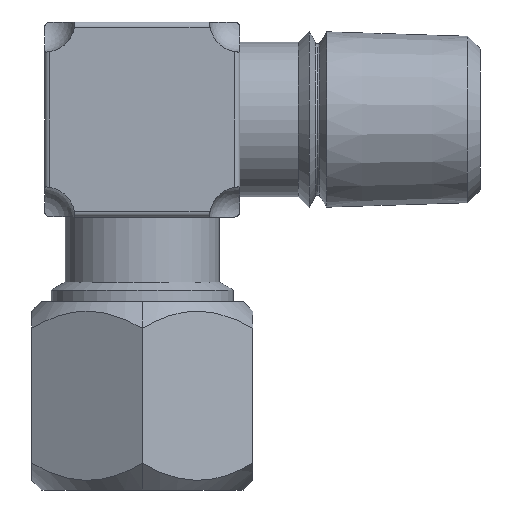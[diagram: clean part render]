
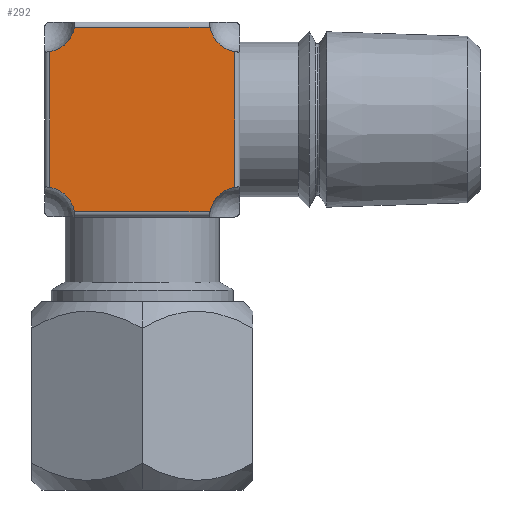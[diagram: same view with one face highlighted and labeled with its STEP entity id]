
A CAD part, left-side view. The second image highlights one B-rep face of the part: STEP entity #292.
In plain terms, the highlighted planar face has unit normal (-1, 0, 0).
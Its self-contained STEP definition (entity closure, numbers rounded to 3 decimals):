
#2 = VERTEX_POINT ( 'NONE', #747 ) ;
#3 = ORIENTED_EDGE ( 'NONE', *, *, #5, .F. ) ;
#5 = EDGE_CURVE ( 'NONE', #8, #2, #746, .T. ) ;
#7 = ORIENTED_EDGE ( 'NONE', *, *, #3214, .T. ) ;
#8 = VERTEX_POINT ( 'NONE', #740 ) ;
#10 = EDGE_CURVE ( 'NONE', #12, #2, #733, .T. ) ;
#11 = ORIENTED_EDGE ( 'NONE', *, *, #10, .T. ) ;
#12 = VERTEX_POINT ( 'NONE', #729 ) ;
#13 = ORIENTED_EDGE ( 'NONE', *, *, #15, .F. ) ;
#14 = VERTEX_POINT ( 'NONE', #728 ) ;
#15 = EDGE_CURVE ( 'NONE', #12, #14, #787, .T. ) ;
#292 = ADVANCED_FACE ( 'NONE', ( #1296 ), #1298, .F. ) ;
#293 = EDGE_LOOP ( 'NONE', ( #294, #298, #301, #3089, #13, #11, #3, #7 ) ) ;
#294 = ORIENTED_EDGE ( 'NONE', *, *, #295, .F. ) ;
#295 = EDGE_CURVE ( 'NONE', #296, #297, #1343, .T. ) ;
#296 = VERTEX_POINT ( 'NONE', #1336 ) ;
#297 = VERTEX_POINT ( 'NONE', #1335 ) ;
#298 = ORIENTED_EDGE ( 'NONE', *, *, #299, .T. ) ;
#299 = EDGE_CURVE ( 'NONE', #296, #300, #1334, .T. ) ;
#300 = VERTEX_POINT ( 'NONE', #1330 ) ;
#301 = ORIENTED_EDGE ( 'NONE', *, *, #302, .F. ) ;
#302 = EDGE_CURVE ( 'NONE', #3093, #300, #1328, .T. ) ;
#728 = CARTESIAN_POINT ( 'NONE',  ( -6.5, 5.22, 7.1 ) ) ;
#729 = CARTESIAN_POINT ( 'NONE',  ( -6.5, 7.1, 5.22 ) ) ;
#730 = DIRECTION ( 'NONE',  ( 0., 0., -1. ) ) ;
#731 = VECTOR ( 'NONE', #730, 1000. ) ;
#732 = CARTESIAN_POINT ( 'NONE',  ( -6.5, 7.1, -7.5 ) ) ;
#733 = LINE ( 'NONE', #732, #731 ) ;
#740 = CARTESIAN_POINT ( 'NONE',  ( -6.5, 5.22, -7.1 ) ) ;
#742 = DIRECTION ( 'NONE',  ( 0., 0., -1. ) ) ;
#743 = DIRECTION ( 'NONE',  ( -1., 0., 0. ) ) ;
#744 = CARTESIAN_POINT ( 'NONE',  ( -6.5, 7.5, -7.5 ) ) ;
#745 = AXIS2_PLACEMENT_3D ( 'NONE', #744, #743, #742 ) ;
#746 = CIRCLE ( 'NONE', #745, 2.315 ) ;
#747 = CARTESIAN_POINT ( 'NONE',  ( -6.5, 7.1, -5.22 ) ) ;
#783 = DIRECTION ( 'NONE',  ( 0., 0., -1. ) ) ;
#784 = DIRECTION ( 'NONE',  ( -1., 0., 0. ) ) ;
#785 = CARTESIAN_POINT ( 'NONE',  ( -6.5, 7.5, 7.5 ) ) ;
#786 = AXIS2_PLACEMENT_3D ( 'NONE', #785, #784, #783 ) ;
#787 = CIRCLE ( 'NONE', #786, 2.315 ) ;
#1296 = FACE_OUTER_BOUND ( 'NONE', #293, .T. ) ;
#1298 = PLANE ( 'NONE',  #1350 ) ;
#1324 = DIRECTION ( 'NONE',  ( 0., 0., -1. ) ) ;
#1325 = DIRECTION ( 'NONE',  ( -1., 0., 0. ) ) ;
#1326 = CARTESIAN_POINT ( 'NONE',  ( -6.5, -7.5, 7.5 ) ) ;
#1327 = AXIS2_PLACEMENT_3D ( 'NONE', #1326, #1325, #1324 ) ;
#1328 = CIRCLE ( 'NONE', #1327, 2.315 ) ;
#1330 = CARTESIAN_POINT ( 'NONE',  ( -6.5, -7.1, 5.22 ) ) ;
#1331 = DIRECTION ( 'NONE',  ( 0., 0., 1. ) ) ;
#1332 = VECTOR ( 'NONE', #1331, 1000. ) ;
#1333 = CARTESIAN_POINT ( 'NONE',  ( -6.5, -7.1, 7.5 ) ) ;
#1334 = LINE ( 'NONE', #1333, #1332 ) ;
#1335 = CARTESIAN_POINT ( 'NONE',  ( -6.5, -5.22, -7.1 ) ) ;
#1336 = CARTESIAN_POINT ( 'NONE',  ( -6.5, -7.1, -5.22 ) ) ;
#1337 = DIRECTION ( 'NONE',  ( 0., 0., -1. ) ) ;
#1338 = DIRECTION ( 'NONE',  ( -1., 0., 0. ) ) ;
#1339 = CARTESIAN_POINT ( 'NONE',  ( -6.5, -7.5, -7.5 ) ) ;
#1340 = AXIS2_PLACEMENT_3D ( 'NONE', #1339, #1338, #1337 ) ;
#1341 = DIRECTION ( 'NONE',  ( 0., 0., -1. ) ) ;
#1342 = DIRECTION ( 'NONE',  ( 1., 0., 0. ) ) ;
#1343 = CIRCLE ( 'NONE', #1340, 2.315 ) ;
#1349 = CARTESIAN_POINT ( 'NONE',  ( -6.5, 0., 0. ) ) ;
#1350 = AXIS2_PLACEMENT_3D ( 'NONE', #1349, #1342, #1341 ) ;
#2268 = CARTESIAN_POINT ( 'NONE',  ( -6.5, -5.22, 7.1 ) ) ;
#2270 = DIRECTION ( 'NONE',  ( 0., 1., 0. ) ) ;
#2271 = VECTOR ( 'NONE', #2270, 1000. ) ;
#2272 = CARTESIAN_POINT ( 'NONE',  ( -6.5, 7.5, 7.1 ) ) ;
#2278 = LINE ( 'NONE', #2272, #2271 ) ;
#2486 = DIRECTION ( 'NONE',  ( 0., -1., 0. ) ) ;
#2487 = VECTOR ( 'NONE', #2486, 1000. ) ;
#2488 = CARTESIAN_POINT ( 'NONE',  ( -6.5, -7.5, -7.1 ) ) ;
#2489 = LINE ( 'NONE', #2488, #2487 ) ;
#3089 = ORIENTED_EDGE ( 'NONE', *, *, #3090, .T. ) ;
#3090 = EDGE_CURVE ( 'NONE', #3093, #14, #2278, .T. ) ;
#3093 = VERTEX_POINT ( 'NONE', #2268 ) ;
#3214 = EDGE_CURVE ( 'NONE', #8, #297, #2489, .T. ) ;
